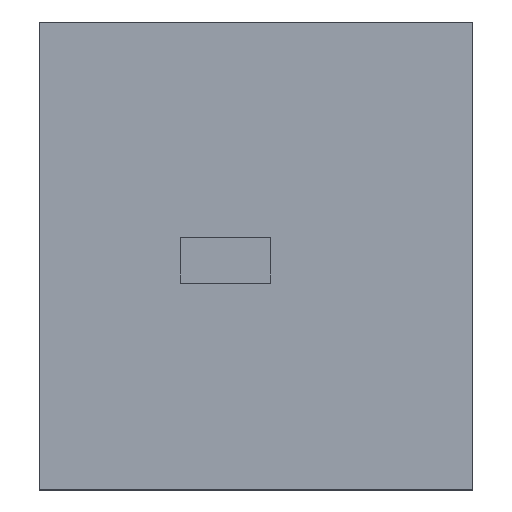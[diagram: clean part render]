
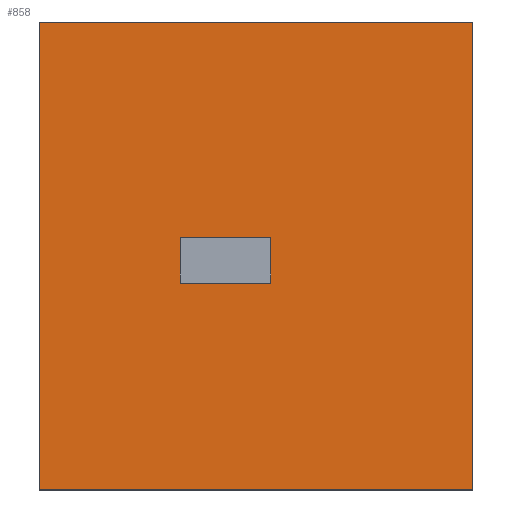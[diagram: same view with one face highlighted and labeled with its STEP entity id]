
A CAD part, front view. The second image highlights one B-rep face of the part: STEP entity #858.
In plain terms, the highlighted planar face has unit normal (0, -1, 0).
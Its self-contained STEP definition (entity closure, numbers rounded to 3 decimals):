
#41=FACE_BOUND('',#158,.T.);
#98=FACE_OUTER_BOUND('',#157,.T.);
#157=EDGE_LOOP('',(#695,#696,#697,#698));
#158=EDGE_LOOP('',(#699,#700,#701,#702));
#189=LINE('',#1223,#280);
#199=LINE('',#1271,#290);
#203=LINE('',#1279,#294);
#206=LINE('',#1285,#297);
#209=LINE('',#1290,#300);
#227=LINE('',#1337,#318);
#230=LINE('',#1343,#321);
#233=LINE('',#1348,#324);
#280=VECTOR('',#975,10.);
#290=VECTOR('',#1029,10.);
#294=VECTOR('',#1035,10.);
#297=VECTOR('',#1040,10.);
#300=VECTOR('',#1045,10.);
#318=VECTOR('',#1093,10.);
#321=VECTOR('',#1098,10.);
#324=VECTOR('',#1103,10.);
#369=VERTEX_POINT('',#1221);
#370=VERTEX_POINT('',#1222);
#385=VERTEX_POINT('',#1269);
#386=VERTEX_POINT('',#1270);
#389=VERTEX_POINT('',#1278);
#391=VERTEX_POINT('',#1284);
#406=VERTEX_POINT('',#1336);
#408=VERTEX_POINT('',#1342);
#450=EDGE_CURVE('',#369,#370,#189,.T.);
#472=EDGE_CURVE('',#385,#386,#199,.T.);
#476=EDGE_CURVE('',#389,#385,#203,.T.);
#479=EDGE_CURVE('',#391,#389,#206,.T.);
#482=EDGE_CURVE('',#386,#391,#209,.T.);
#505=EDGE_CURVE('',#370,#406,#227,.T.);
#508=EDGE_CURVE('',#408,#369,#230,.T.);
#511=EDGE_CURVE('',#406,#408,#233,.T.);
#695=ORIENTED_EDGE('',*,*,#511,.F.);
#696=ORIENTED_EDGE('',*,*,#505,.F.);
#697=ORIENTED_EDGE('',*,*,#450,.F.);
#698=ORIENTED_EDGE('',*,*,#508,.F.);
#699=ORIENTED_EDGE('',*,*,#472,.T.);
#700=ORIENTED_EDGE('',*,*,#482,.T.);
#701=ORIENTED_EDGE('',*,*,#479,.T.);
#702=ORIENTED_EDGE('',*,*,#476,.T.);
#813=PLANE('',#927);
#858=ADVANCED_FACE('',(#98,#41),#813,.F.);
#927=AXIS2_PLACEMENT_3D('',#1351,#1107,#1108);
#975=DIRECTION('',(0.,0.,1.));
#1029=DIRECTION('',(0.,0.,-1.));
#1035=DIRECTION('',(1.,0.,0.));
#1040=DIRECTION('',(0.,0.,1.));
#1045=DIRECTION('',(-1.,0.,0.));
#1093=DIRECTION('',(1.,0.,0.));
#1098=DIRECTION('',(-1.,0.,0.));
#1103=DIRECTION('',(0.,0.,-1.));
#1107=DIRECTION('center_axis',(0.,1.,0.));
#1108=DIRECTION('ref_axis',(1.,0.,0.));
#1221=CARTESIAN_POINT('',(-10.,0.,11.));
#1222=CARTESIAN_POINT('',(-10.,0.,38.));
#1223=CARTESIAN_POINT('',(-10.,0.,13.));
#1269=CARTESIAN_POINT('',(3.363,0.,25.542));
#1270=CARTESIAN_POINT('',(3.363,0.,22.942));
#1271=CARTESIAN_POINT('',(3.363,0.,25.021));
#1278=CARTESIAN_POINT('',(-1.878,0.,25.542));
#1279=CARTESIAN_POINT('',(0.311,0.,25.542));
#1284=CARTESIAN_POINT('',(-1.878,0.,22.942));
#1285=CARTESIAN_POINT('',(-1.878,0.,23.721));
#1290=CARTESIAN_POINT('',(2.932,0.,22.942));
#1336=CARTESIAN_POINT('',(15.,0.,38.));
#1337=CARTESIAN_POINT('',(-8.,0.,38.));
#1342=CARTESIAN_POINT('',(15.,0.,11.));
#1343=CARTESIAN_POINT('',(13.,0.,11.));
#1348=CARTESIAN_POINT('',(15.,0.,36.));
#1351=CARTESIAN_POINT('Origin',(2.5,0.,24.5));
